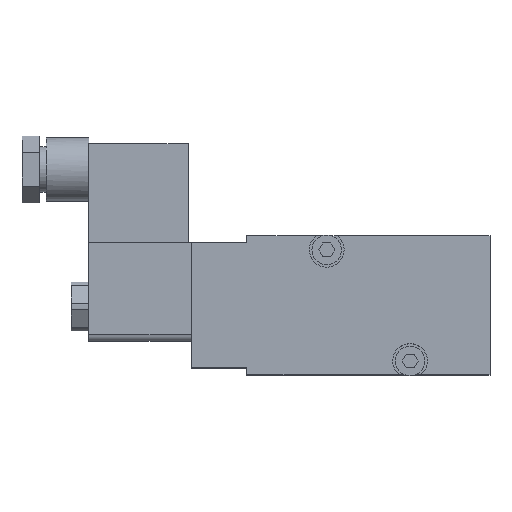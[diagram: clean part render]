
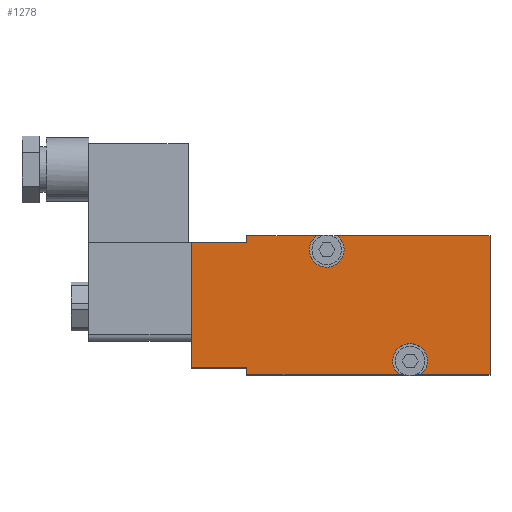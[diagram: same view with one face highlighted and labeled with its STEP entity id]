
A CAD part, top view. The second image highlights one B-rep face of the part: STEP entity #1278.
In plain terms, the highlighted planar face has unit normal (0, 0, 1).
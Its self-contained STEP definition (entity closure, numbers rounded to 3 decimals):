
#144=LINE('',#2135,#264);
#146=LINE('',#2139,#266);
#150=LINE('',#2148,#270);
#156=LINE('',#2160,#276);
#158=LINE('',#2163,#278);
#162=LINE('',#2171,#282);
#165=LINE('',#2177,#285);
#169=LINE('',#2188,#289);
#171=LINE('',#2191,#291);
#172=LINE('',#2193,#292);
#264=VECTOR('',#1771,1000.);
#266=VECTOR('',#1775,1000.);
#270=VECTOR('',#1779,1000.);
#276=VECTOR('',#1787,1000.);
#278=VECTOR('',#1791,1000.);
#282=VECTOR('',#1795,1000.);
#285=VECTOR('',#1800,1000.);
#289=VECTOR('',#1808,1000.);
#291=VECTOR('',#1812,1000.);
#292=VECTOR('',#1815,1000.);
#622=ORIENTED_EDGE('',*,*,#774,.T.);
#623=ORIENTED_EDGE('',*,*,#780,.F.);
#624=ORIENTED_EDGE('',*,*,#794,.F.);
#625=ORIENTED_EDGE('',*,*,#776,.F.);
#626=ORIENTED_EDGE('',*,*,#762,.F.);
#627=ORIENTED_EDGE('',*,*,#790,.T.);
#628=ORIENTED_EDGE('',*,*,#788,.F.);
#629=ORIENTED_EDGE('',*,*,#791,.F.);
#630=ORIENTED_EDGE('',*,*,#783,.F.);
#631=ORIENTED_EDGE('',*,*,#768,.T.);
#632=ORIENTED_EDGE('',*,*,#796,.F.);
#633=ORIENTED_EDGE('',*,*,#764,.T.);
#762=EDGE_CURVE('',#887,#888,#144,.T.);
#764=EDGE_CURVE('',#889,#890,#146,.T.);
#768=EDGE_CURVE('',#894,#893,#150,.T.);
#774=EDGE_CURVE('',#890,#898,#156,.T.);
#776=EDGE_CURVE('',#888,#899,#158,.T.);
#780=EDGE_CURVE('',#902,#898,#162,.T.);
#783=EDGE_CURVE('',#894,#904,#165,.T.);
#788=EDGE_CURVE('',#909,#907,#169,.T.);
#790=EDGE_CURVE('',#887,#907,#171,.T.);
#791=EDGE_CURVE('',#904,#909,#172,.T.);
#794=EDGE_CURVE('',#899,#902,#948,.T.);
#796=EDGE_CURVE('',#889,#893,#950,.T.);
#887=VERTEX_POINT('',#2134);
#888=VERTEX_POINT('',#2136);
#889=VERTEX_POINT('',#2140);
#890=VERTEX_POINT('',#2141);
#893=VERTEX_POINT('',#2147);
#894=VERTEX_POINT('',#2149);
#898=VERTEX_POINT('',#2159);
#899=VERTEX_POINT('',#2164);
#902=VERTEX_POINT('',#2170);
#904=VERTEX_POINT('',#2175);
#907=VERTEX_POINT('',#2183);
#909=VERTEX_POINT('',#2187);
#948=CIRCLE('',#1455,5.);
#950=CIRCLE('',#1458,5.);
#1046=EDGE_LOOP('',(#622,#623,#624,#625,#626,#627,#628,#629,#630,#631,#632,
#633));
#1144=FACE_BOUND('',#1046,.T.);
#1202=PLANE('',#1462);
#1278=ADVANCED_FACE('',(#1144),#1202,.T.);
#1455=AXIS2_PLACEMENT_3D('',#2197,#1821,#1822);
#1458=AXIS2_PLACEMENT_3D('',#2200,#1827,#1828);
#1462=AXIS2_PLACEMENT_3D('',#2204,#1835,#1836);
#1771=DIRECTION('',(0.,1.,0.));
#1775=DIRECTION('',(1.,0.,0.));
#1779=DIRECTION('',(1.,0.,0.));
#1787=DIRECTION('',(0.,1.,0.));
#1791=DIRECTION('',(1.,0.,0.));
#1795=DIRECTION('',(1.,0.,0.));
#1800=DIRECTION('',(0.,1.,0.));
#1808=DIRECTION('',(0.,1.,0.));
#1812=DIRECTION('',(-1.,0.,0.));
#1815=DIRECTION('',(-1.,0.,0.));
#1821=DIRECTION('',(0.,0.,1.));
#1822=DIRECTION('',(1.,0.,0.));
#1827=DIRECTION('',(0.,0.,1.));
#1828=DIRECTION('',(1.,0.,0.));
#1835=DIRECTION('',(0.,0.,1.));
#1836=DIRECTION('',(1.,0.,0.));
#2134=CARTESIAN_POINT('',(0.,38.,22.));
#2135=CARTESIAN_POINT('',(0.,0.,22.));
#2136=CARTESIAN_POINT('',(0.,40.,22.));
#2139=CARTESIAN_POINT('',(0.,0.,22.));
#2140=CARTESIAN_POINT('',(50.,0.,22.));
#2141=CARTESIAN_POINT('',(70.,0.,22.));
#2147=CARTESIAN_POINT('',(44.,0.,22.));
#2148=CARTESIAN_POINT('',(0.,0.,22.));
#2149=CARTESIAN_POINT('',(0.,0.,22.));
#2159=CARTESIAN_POINT('',(70.,40.,22.));
#2160=CARTESIAN_POINT('',(70.,0.,22.));
#2163=CARTESIAN_POINT('',(0.,40.,22.));
#2164=CARTESIAN_POINT('',(20.,40.,22.));
#2170=CARTESIAN_POINT('',(26.,40.,22.));
#2171=CARTESIAN_POINT('',(0.,40.,22.));
#2175=CARTESIAN_POINT('',(0.,2.,22.));
#2177=CARTESIAN_POINT('',(0.,0.,22.));
#2183=CARTESIAN_POINT('',(-16.,38.,22.));
#2187=CARTESIAN_POINT('',(-16.,2.,22.));
#2188=CARTESIAN_POINT('',(-16.,0.,22.));
#2191=CARTESIAN_POINT('',(0.,38.,22.));
#2193=CARTESIAN_POINT('',(0.,2.,22.));
#2197=CARTESIAN_POINT('',(23.,36.,22.));
#2200=CARTESIAN_POINT('',(47.,4.,22.));
#2204=CARTESIAN_POINT('',(0.,0.,22.));
